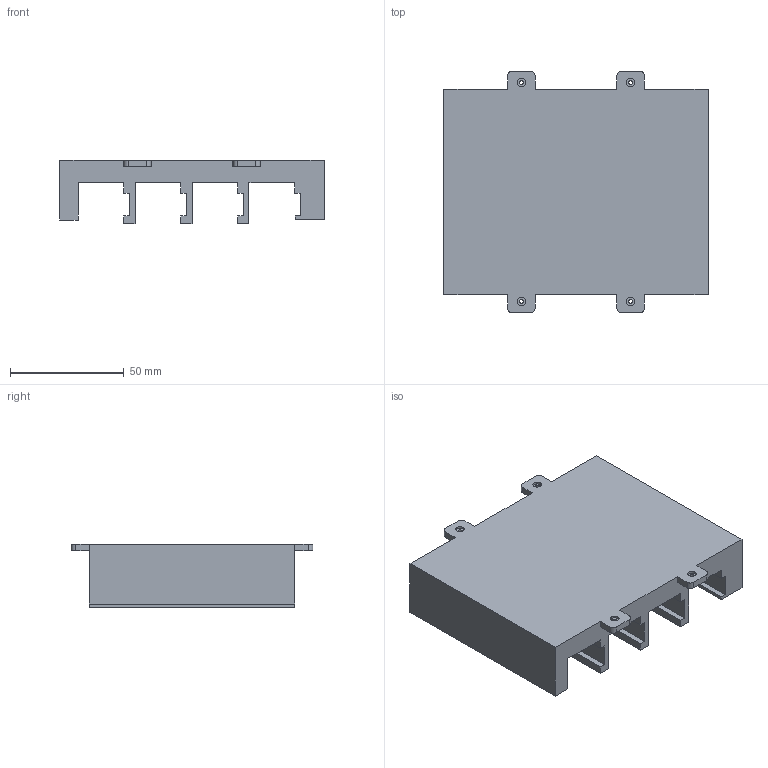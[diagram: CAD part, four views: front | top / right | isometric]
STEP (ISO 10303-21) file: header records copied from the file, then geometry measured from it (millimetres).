
FILE_DESCRIPTION(/* description */ (''),/* implementation_level */ '2;1');
FILE_NAME(/* name */ 'waveguide-v1.step',/* time_stamp */ '2024-08-22T10:57:54+01:00',/* author */ (''),/* organization */ (''),/* preprocessor_version */ 'ST-DEVELOPER v20',/* originating_system */ 'Autodesk Translation Framework v13.14.0.145',/* authorisation */ '');
FILE_SCHEMA (('AUTOMOTIVE_DESIGN { 1 0 10303 214 3 1 1 }'));
Length unit declared in the file: millimetre
Products named in the file (2): QAssmbly; Wave Guide
Assembly tree (1 placements, depth 2):
  QAssmbly
    Wave Guide
Bounding box: 116 x 106 x 28 mm (x, y, z)
Volume: 151189.9 mm3; surface area: 44310.5 mm2
Topology: 1 solids, 1 shells, 74 faces, 204 edges, 136 vertices
Faces by surface type: plane 58, cylinder 16
Full cylindrical faces by diameter (mm): 1.769 x4, 3.78 x4
Entity records: 2416 total; most frequent: CARTESIAN_POINT 417, ORIENTED_EDGE 408, DIRECTION 390, EDGE_CURVE 204, LINE 172, VECTOR 172, VERTEX_POINT 136, AXIS2_PLACEMENT_3D 109
